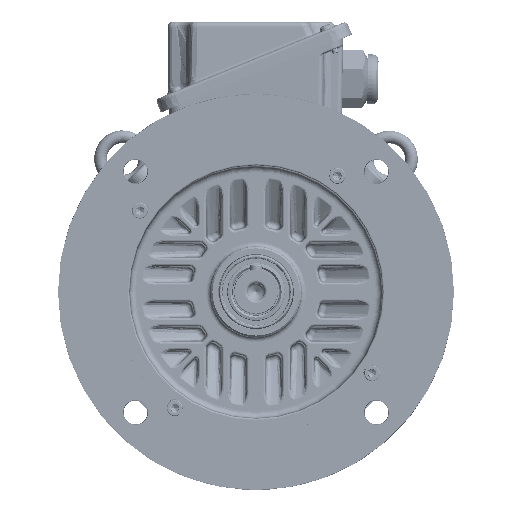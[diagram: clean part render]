
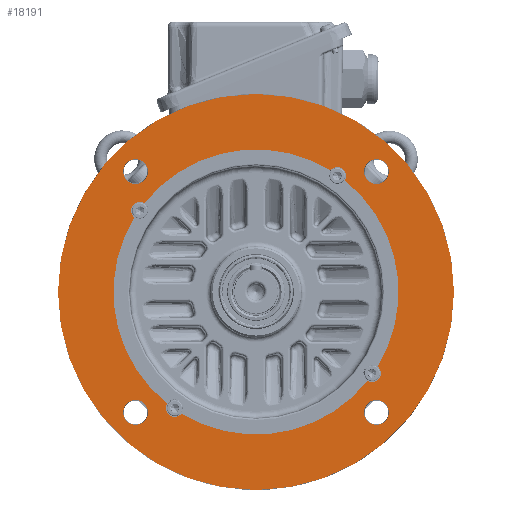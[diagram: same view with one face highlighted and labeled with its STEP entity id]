
A CAD part, top view. The second image highlights one B-rep face of the part: STEP entity #18191.
In plain terms, the highlighted planar face has unit normal (0, 0, 1).
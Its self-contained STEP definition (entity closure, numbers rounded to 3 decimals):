
#7722=PLANE('',#75118);
#8603=FACE_BOUND('',#26413,.T.);
#8604=FACE_BOUND('',#26414,.T.);
#8605=FACE_BOUND('',#26415,.T.);
#8606=FACE_BOUND('',#26416,.T.);
#8607=FACE_BOUND('',#26417,.T.);
#8608=FACE_BOUND('',#26418,.T.);
#18191=ADVANCED_FACE('',(#8603,#8604,#8605,#8606,#8607,#8608),#7722,.T.);
#26413=EDGE_LOOP('',(#34722,#34723,#34724,#34725,#34726,#34727,#34728,#34729));
#26414=EDGE_LOOP('',(#34730));
#26415=EDGE_LOOP('',(#34731));
#26416=EDGE_LOOP('',(#34732));
#26417=EDGE_LOOP('',(#34733));
#26418=EDGE_LOOP('',(#34734));
#34722=ORIENTED_EDGE('',*,*,#59032,.F.);
#34723=ORIENTED_EDGE('',*,*,#60151,.T.);
#34724=ORIENTED_EDGE('',*,*,#59027,.F.);
#34725=ORIENTED_EDGE('',*,*,#60150,.T.);
#34726=ORIENTED_EDGE('',*,*,#59023,.F.);
#34727=ORIENTED_EDGE('',*,*,#60152,.T.);
#34728=ORIENTED_EDGE('',*,*,#59015,.F.);
#34729=ORIENTED_EDGE('',*,*,#60153,.T.);
#34730=ORIENTED_EDGE('',*,*,#60154,.F.);
#34731=ORIENTED_EDGE('',*,*,#59637,.T.);
#34732=ORIENTED_EDGE('',*,*,#59636,.T.);
#34733=ORIENTED_EDGE('',*,*,#59623,.T.);
#34734=ORIENTED_EDGE('',*,*,#59615,.T.);
#51103=VERTEX_POINT('',#108167);
#51104=VERTEX_POINT('',#108168);
#51111=VERTEX_POINT('',#108186);
#51112=VERTEX_POINT('',#108187);
#51115=VERTEX_POINT('',#108195);
#51116=VERTEX_POINT('',#108196);
#51120=VERTEX_POINT('',#108206);
#51121=VERTEX_POINT('',#108207);
#51479=VERTEX_POINT('',#112404);
#51484=VERTEX_POINT('',#112458);
#51491=VERTEX_POINT('',#112489);
#51492=VERTEX_POINT('',#112492);
#51619=VERTEX_POINT('',#117229);
#59015=EDGE_CURVE('',#51103,#51104,#69474,.T.);
#59023=EDGE_CURVE('',#51111,#51112,#69480,.T.);
#59027=EDGE_CURVE('',#51115,#51116,#69482,.T.);
#59032=EDGE_CURVE('',#51120,#51121,#69485,.T.);
#59615=EDGE_CURVE('',#51479,#51479,#69784,.T.);
#59623=EDGE_CURVE('',#51484,#51484,#69785,.T.);
#59636=EDGE_CURVE('',#51491,#51491,#69786,.T.);
#59637=EDGE_CURVE('',#51492,#51492,#69787,.T.);
#60150=EDGE_CURVE('',#51115,#51112,#70084,.T.);
#60151=EDGE_CURVE('',#51120,#51116,#70085,.T.);
#60152=EDGE_CURVE('',#51111,#51104,#70086,.T.);
#60153=EDGE_CURVE('',#51103,#51121,#70087,.T.);
#60154=EDGE_CURVE('',#51619,#51619,#70088,.T.);
#69474=CIRCLE('',#74106,5.5);
#69480=CIRCLE('',#74115,5.5);
#69482=CIRCLE('',#74118,5.5);
#69485=CIRCLE('',#74122,5.5);
#69784=CIRCLE('',#74566,7.834);
#69785=CIRCLE('',#74569,7.834);
#69786=CIRCLE('',#74575,7.834);
#69787=CIRCLE('',#74577,7.834);
#70084=CIRCLE('',#75112,90.);
#70085=CIRCLE('',#75114,90.);
#70086=CIRCLE('',#75115,90.);
#70087=CIRCLE('',#75116,90.);
#70088=CIRCLE('',#75117,125.);
#74106=AXIS2_PLACEMENT_3D('',#108166,#83101,#83102);
#74115=AXIS2_PLACEMENT_3D('',#108185,#83121,#83122);
#74118=AXIS2_PLACEMENT_3D('',#108194,#83129,#83130);
#74122=AXIS2_PLACEMENT_3D('',#108205,#83139,#83140);
#74566=AXIS2_PLACEMENT_3D('',#112403,#84086,#84087);
#74569=AXIS2_PLACEMENT_3D('',#112457,#84096,#84097);
#74575=AXIS2_PLACEMENT_3D('',#112488,#84119,#84120);
#74577=AXIS2_PLACEMENT_3D('',#112491,#84123,#84124);
#75112=AXIS2_PLACEMENT_3D('',#117223,#85242,#85243);
#75114=AXIS2_PLACEMENT_3D('',#117225,#85246,#85247);
#75115=AXIS2_PLACEMENT_3D('',#117226,#85248,#85249);
#75116=AXIS2_PLACEMENT_3D('',#117227,#85250,#85251);
#75117=AXIS2_PLACEMENT_3D('',#117228,#85252,#85253);
#75118=AXIS2_PLACEMENT_3D('',#117230,#85254,#85255);
#83101=DIRECTION('',(0.,0.,1.));
#83102=DIRECTION('',(1.,0.,0.));
#83121=DIRECTION('',(0.,0.,1.));
#83122=DIRECTION('',(1.,0.,0.));
#83129=DIRECTION('',(0.,0.,1.));
#83130=DIRECTION('',(1.,0.,0.));
#83139=DIRECTION('',(0.,0.,1.));
#83140=DIRECTION('',(1.,0.,0.));
#84086=DIRECTION('',(0.,0.,-1.));
#84087=DIRECTION('',(1.,0.,0.));
#84096=DIRECTION('',(0.,0.,-1.));
#84097=DIRECTION('',(1.,0.,0.));
#84119=DIRECTION('',(0.,0.,-1.));
#84120=DIRECTION('',(1.,0.,0.));
#84123=DIRECTION('',(0.,0.,-1.));
#84124=DIRECTION('',(1.,0.,0.));
#85242=DIRECTION('',(0.,0.,-1.));
#85243=DIRECTION('',(1.,0.,0.));
#85246=DIRECTION('',(0.,0.,-1.));
#85247=DIRECTION('',(1.,0.,0.));
#85248=DIRECTION('',(0.,0.,-1.));
#85249=DIRECTION('',(1.,0.,0.));
#85250=DIRECTION('',(0.,0.,-1.));
#85251=DIRECTION('',(1.,0.,0.));
#85252=DIRECTION('',(0.,0.,-1.));
#85253=DIRECTION('',(1.,0.,0.));
#85254=DIRECTION('',(0.,0.,1.));
#85255=DIRECTION('',(1.,0.,0.));
#108166=CARTESIAN_POINT('',(51.335,73.314,0.));
#108167=CARTESIAN_POINT('',(56.023,70.437,0.));
#108168=CARTESIAN_POINT('',(47.029,76.735,0.));
#108185=CARTESIAN_POINT('',(-73.314,51.335,0.));
#108186=CARTESIAN_POINT('',(-70.437,56.023,0.));
#108187=CARTESIAN_POINT('',(-76.735,47.029,0.));
#108194=CARTESIAN_POINT('',(-51.335,-73.314,0.));
#108195=CARTESIAN_POINT('',(-56.023,-70.437,0.));
#108196=CARTESIAN_POINT('',(-47.029,-76.735,0.));
#108205=CARTESIAN_POINT('',(73.314,-51.335,0.));
#108206=CARTESIAN_POINT('',(70.437,-56.023,0.));
#108207=CARTESIAN_POINT('',(76.735,-47.029,0.));
#112403=CARTESIAN_POINT('',(-76.014,76.014,0.));
#112404=CARTESIAN_POINT('',(-68.18,76.014,0.));
#112457=CARTESIAN_POINT('',(-76.014,-76.014,0.));
#112458=CARTESIAN_POINT('',(-68.18,-76.014,0.));
#112488=CARTESIAN_POINT('',(76.014,-76.014,0.));
#112489=CARTESIAN_POINT('',(83.848,-76.014,0.));
#112491=CARTESIAN_POINT('',(76.014,76.014,0.));
#112492=CARTESIAN_POINT('',(83.848,76.014,0.));
#117223=CARTESIAN_POINT('',(0.,0.,0.));
#117225=CARTESIAN_POINT('',(0.,0.,0.));
#117226=CARTESIAN_POINT('',(0.,0.,0.));
#117227=CARTESIAN_POINT('',(0.,0.,0.));
#117228=CARTESIAN_POINT('',(0.,0.,0.));
#117229=CARTESIAN_POINT('',(125.,0.,0.));
#117230=CARTESIAN_POINT('',(0.,90.,0.));
